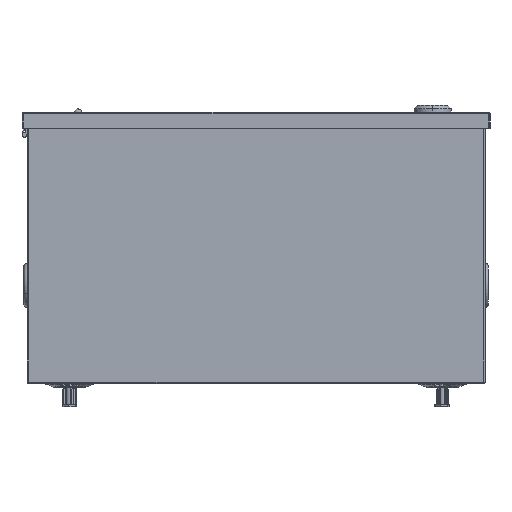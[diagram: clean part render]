
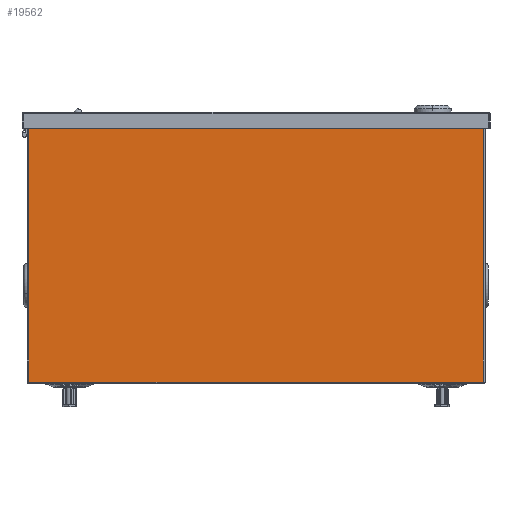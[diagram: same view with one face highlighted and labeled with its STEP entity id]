
A CAD part, front view. The second image highlights one B-rep face of the part: STEP entity #19562.
In plain terms, the highlighted planar face has unit normal (0, -1, 0).
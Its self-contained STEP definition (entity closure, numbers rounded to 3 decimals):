
#5192 = CARTESIAN_POINT ( 'NONE',  ( -138.4, -194., 0.1 ) ) ;
#7401 = VECTOR ( 'NONE', #141065, 1000. ) ;
#11701 = EDGE_CURVE ( 'NONE', #52336, #223117, #98042, .T. ) ;
#17838 = EDGE_CURVE ( 'NONE', #78794, #26922, #68911, .T. ) ;
#19562 = ADVANCED_FACE ( 'NONE', ( #211651 ), #120608, .F. ) ;
#26922 = VERTEX_POINT ( 'NONE', #179164 ) ;
#52108 = EDGE_CURVE ( 'NONE', #26922, #52336, #74432, .T. ) ;
#52336 = VERTEX_POINT ( 'NONE', #104522 ) ;
#52639 = CARTESIAN_POINT ( 'NONE',  ( 138.4, -194., 0. ) ) ;
#59708 = DIRECTION ( 'NONE',  ( 0., 0., -1. ) ) ;
#63489 = ORIENTED_EDGE ( 'NONE', *, *, #52108, .T. ) ;
#67656 = CARTESIAN_POINT ( 'NONE',  ( -138.4, -194., 0.1 ) ) ;
#68814 = LINE ( 'NONE', #67656, #7401 ) ;
#68911 = LINE ( 'NONE', #52639, #95322 ) ;
#71114 = ORIENTED_EDGE ( 'NONE', *, *, #17838, .T. ) ;
#74432 = LINE ( 'NONE', #166502, #206156 ) ;
#78794 = VERTEX_POINT ( 'NONE', #229988 ) ;
#95322 = VECTOR ( 'NONE', #140011, 1000. ) ;
#98042 = LINE ( 'NONE', #169239, #105026 ) ;
#104522 = CARTESIAN_POINT ( 'NONE',  ( -138.4, -194., 160.8 ) ) ;
#105026 = VECTOR ( 'NONE', #59708, 1000. ) ;
#120608 = PLANE ( 'NONE',  #226346 ) ;
#133647 = EDGE_LOOP ( 'NONE', ( #63489, #140171, #161892, #71114 ) ) ;
#140011 = DIRECTION ( 'NONE',  ( 0., 0., 1. ) ) ;
#140171 = ORIENTED_EDGE ( 'NONE', *, *, #11701, .T. ) ;
#141065 = DIRECTION ( 'NONE',  ( -1., 0., 0. ) ) ;
#161892 = ORIENTED_EDGE ( 'NONE', *, *, #181279, .F. ) ;
#166502 = CARTESIAN_POINT ( 'NONE',  ( 138.4, -194., 160.8 ) ) ;
#169239 = CARTESIAN_POINT ( 'NONE',  ( -138.4, -194., 0. ) ) ;
#179164 = CARTESIAN_POINT ( 'NONE',  ( 138.4, -194., 160.8 ) ) ;
#181279 = EDGE_CURVE ( 'NONE', #78794, #223117, #68814, .T. ) ;
#190621 = DIRECTION ( 'NONE',  ( 0., 0., 1. ) ) ;
#192965 = DIRECTION ( 'NONE',  ( 0., 1., 0. ) ) ;
#206156 = VECTOR ( 'NONE', #215583, 1000. ) ;
#211651 = FACE_OUTER_BOUND ( 'NONE', #133647, .T. ) ;
#212766 = CARTESIAN_POINT ( 'NONE',  ( 0., -194., 0. ) ) ;
#215583 = DIRECTION ( 'NONE',  ( -1., 0., 0. ) ) ;
#223117 = VERTEX_POINT ( 'NONE', #5192 ) ;
#226346 = AXIS2_PLACEMENT_3D ( 'NONE', #212766, #192965, #190621 ) ;
#229988 = CARTESIAN_POINT ( 'NONE',  ( 138.4, -194., 0.1 ) ) ;
